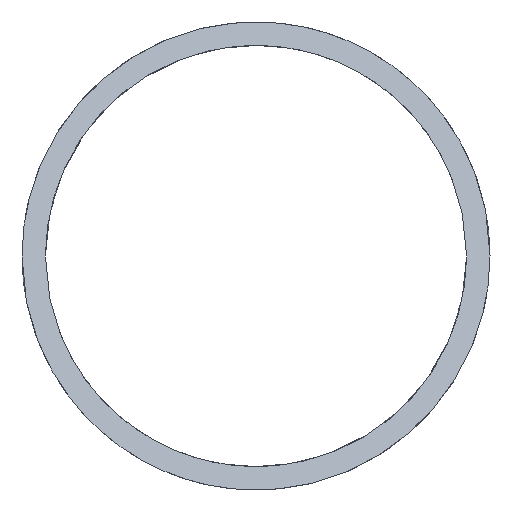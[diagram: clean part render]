
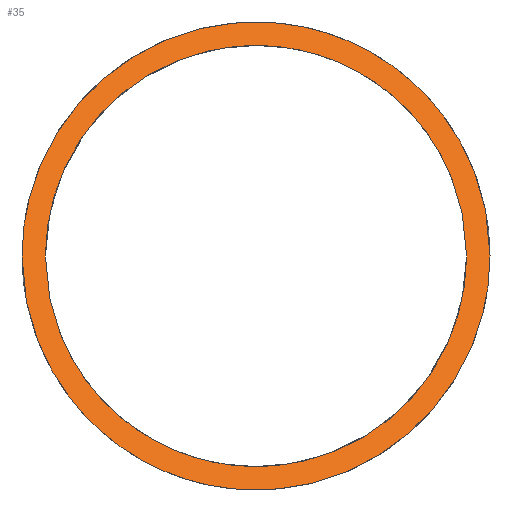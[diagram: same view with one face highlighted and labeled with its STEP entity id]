
A CAD part, front view. The second image highlights one B-rep face of the part: STEP entity #35.
In plain terms, the highlighted planar face has unit normal (0.434, -0.64, 0.634).
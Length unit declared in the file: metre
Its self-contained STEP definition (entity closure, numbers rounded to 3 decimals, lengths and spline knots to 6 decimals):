
#35=ADVANCED_FACE('0:27',(#67,#68),#69,.T.);
#67=FACE_OUTER_BOUND('',#95,.T.);
#68=FACE_BOUND('',#96,.T.);
#69=PLANE('',#97);
#95=EDGE_LOOP('',(#127,#128));
#96=EDGE_LOOP('',(#129,#130));
#97=AXIS2_PLACEMENT_3D('',#131,#132,#133);
#127=ORIENTED_EDGE('',*,*,#168,.T.);
#128=ORIENTED_EDGE('',*,*,#170,.T.);
#129=ORIENTED_EDGE('',*,*,#161,.F.);
#130=ORIENTED_EDGE('',*,*,#171,.F.);
#131=CARTESIAN_POINT('',(-2.165,-0.29328,0.326443));
#132=DIRECTION('',(0.434,-0.64,0.634));
#133=DIRECTION('',(-0.827,-0.562,0.));
#161=EDGE_CURVE('0:42',#179,#182,#183,.T.);
#168=EDGE_CURVE('0:39',#189,#193,#195,.T.);
#170=EDGE_CURVE('',#193,#189,#197,.T.);
#171=EDGE_CURVE('',#182,#179,#198,.T.);
#179=VERTEX_POINT('',#206);
#182=VERTEX_POINT('',#210);
#183=ELLIPSE('',#211,0.021097,0.0135);
#189=VERTEX_POINT('',#218);
#193=VERTEX_POINT('',#223);
#195=ELLIPSE('',#226,0.023442,0.015);
#197=ELLIPSE('',#228,0.023442,0.015);
#198=ELLIPSE('',#229,0.021097,0.0135);
#206=CARTESIAN_POINT('',(-2.1515,-0.284114,0.326443));
#210=CARTESIAN_POINT('',(-2.1785,-0.302446,0.326443));
#211=AXIS2_PLACEMENT_3D('',#237,#238,#239);
#218=CARTESIAN_POINT('',(-2.15,-0.283096,0.326443));
#223=CARTESIAN_POINT('',(-2.18,-0.303464,0.326443));
#226=AXIS2_PLACEMENT_3D('',#249,#250,#251);
#228=AXIS2_PLACEMENT_3D('',#252,#253,#254);
#229=AXIS2_PLACEMENT_3D('',#255,#256,#257);
#237=CARTESIAN_POINT('',(-2.165,-0.29328,0.326443));
#238=DIRECTION('',(0.434,-0.64,0.634));
#239=DIRECTION('',(-0.362,-0.768,-0.528));
#249=CARTESIAN_POINT('',(-2.165,-0.29328,0.326443));
#250=DIRECTION('',(0.434,-0.64,0.634));
#251=DIRECTION('',(-0.362,-0.768,-0.528));
#252=CARTESIAN_POINT('',(-2.165,-0.29328,0.326443));
#253=DIRECTION('',(0.434,-0.64,0.634));
#254=DIRECTION('',(-0.362,-0.768,-0.528));
#255=CARTESIAN_POINT('',(-2.165,-0.29328,0.326443));
#256=DIRECTION('',(0.434,-0.64,0.634));
#257=DIRECTION('',(-0.362,-0.768,-0.528));
